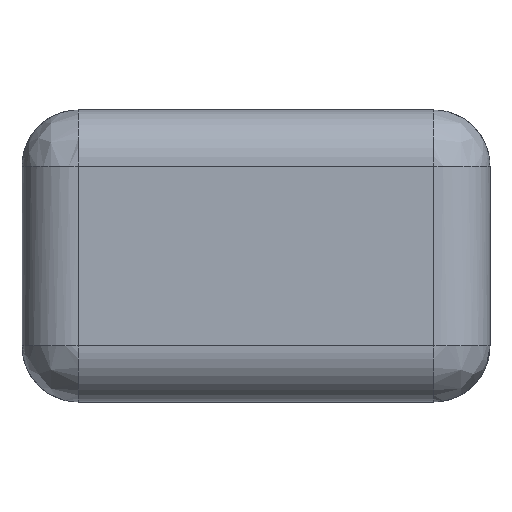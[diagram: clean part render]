
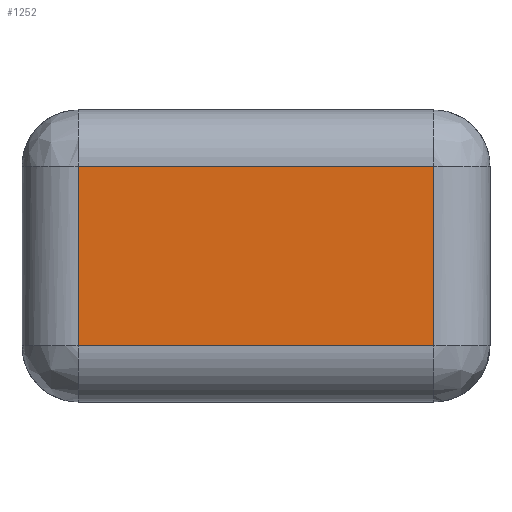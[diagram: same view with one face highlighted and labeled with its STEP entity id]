
A CAD part, left-side view. The second image highlights one B-rep face of the part: STEP entity #1252.
In plain terms, the highlighted free-form (B-spline) face has degree [1, 1] with [2, 2] control points.
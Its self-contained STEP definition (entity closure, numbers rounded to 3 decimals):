
#72=(
BOUNDED_SURFACE()
B_SPLINE_SURFACE(1,1,((#7577,#7578),(#7579,#7580)),.UNSPECIFIED.,.F.,.F.,
.F.)
B_SPLINE_SURFACE_WITH_KNOTS((2,2),(2,2),(0.,1.),(0.,1.),.UNSPECIFIED.)
GEOMETRIC_REPRESENTATION_ITEM()
RATIONAL_B_SPLINE_SURFACE(((1.,1.),(1.,1.)))
REPRESENTATION_ITEM($)
SURFACE()
);
#1252=ADVANCED_FACE($,(#1371),#72,.T.);
#1371=FACE_OUTER_BOUND($,#1498,.T.);
#1498=EDGE_LOOP($,(#1977,#1978,#1979,#1980));
#1977=ORIENTED_EDGE($,*,*,#2461,.T.);
#1978=ORIENTED_EDGE($,*,*,#2459,.T.);
#1979=ORIENTED_EDGE($,*,*,#2460,.T.);
#1980=ORIENTED_EDGE($,*,*,#2462,.T.);
#2459=EDGE_CURVE($,#2925,#2926,#3452,.T.);
#2460=EDGE_CURVE($,#2926,#2927,#3453,.T.);
#2461=EDGE_CURVE($,#2928,#2925,#3454,.T.);
#2462=EDGE_CURVE($,#2927,#2928,#3455,.T.);
#2925=VERTEX_POINT($,#7581);
#2926=VERTEX_POINT($,#7582);
#2927=VERTEX_POINT($,#7583);
#2928=VERTEX_POINT($,#7584);
#3452=B_SPLINE_CURVE_WITH_KNOTS($,1,(#7569,#7570),.UNSPECIFIED.,.F.,.F.,
(2,2),(0.,1.),.UNSPECIFIED.);
#3453=B_SPLINE_CURVE_WITH_KNOTS($,1,(#7571,#7572),.UNSPECIFIED.,.F.,.F.,
(2,2),(0.,1.),.UNSPECIFIED.);
#3454=B_SPLINE_CURVE_WITH_KNOTS($,1,(#7573,#7574),.UNSPECIFIED.,.F.,.F.,
(2,2),(0.,1.),.UNSPECIFIED.);
#3455=B_SPLINE_CURVE_WITH_KNOTS($,1,(#7575,#7576),.UNSPECIFIED.,.F.,.F.,
(2,2),(0.,1.),.UNSPECIFIED.);
#7569=CARTESIAN_POINT($,(-1.,0.475,0.63));
#7570=CARTESIAN_POINT($,(-1.,0.475,0.15));
#7571=CARTESIAN_POINT($,(-1.,0.475,0.15));
#7572=CARTESIAN_POINT($,(-1.,-0.475,0.15));
#7573=CARTESIAN_POINT($,(-1.,-0.475,0.63));
#7574=CARTESIAN_POINT($,(-1.,0.475,0.63));
#7575=CARTESIAN_POINT($,(-1.,-0.475,0.15));
#7576=CARTESIAN_POINT($,(-1.,-0.475,0.63));
#7577=CARTESIAN_POINT($,(-1.,-0.475,0.15));
#7578=CARTESIAN_POINT($,(-1.,0.475,0.15));
#7579=CARTESIAN_POINT($,(-1.,-0.475,0.63));
#7580=CARTESIAN_POINT($,(-1.,0.475,0.63));
#7581=CARTESIAN_POINT($,(-1.,0.475,0.63));
#7582=CARTESIAN_POINT($,(-1.,0.475,0.15));
#7583=CARTESIAN_POINT($,(-1.,-0.475,0.15));
#7584=CARTESIAN_POINT($,(-1.,-0.475,0.63));
